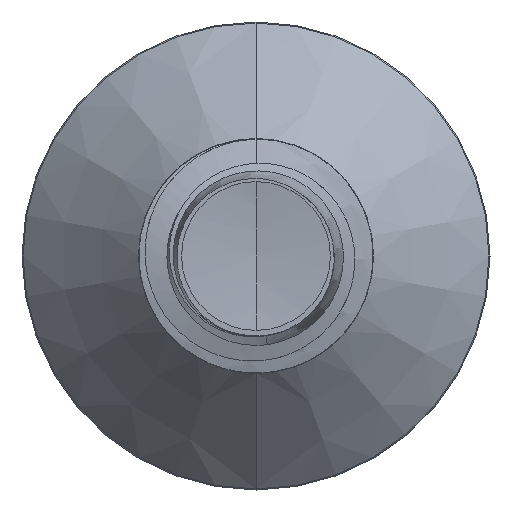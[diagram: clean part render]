
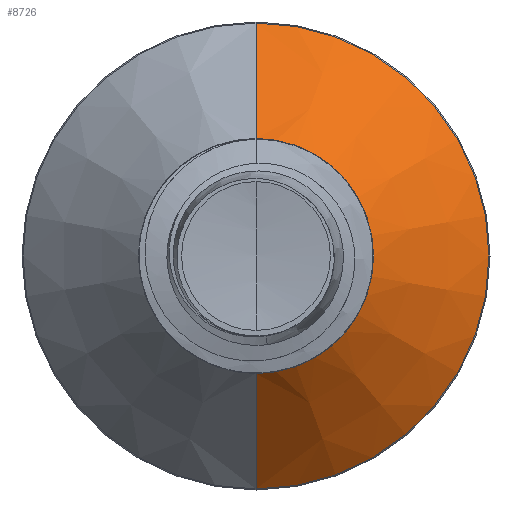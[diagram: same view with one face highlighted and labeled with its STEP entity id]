
A CAD part, front view. The second image highlights one B-rep face of the part: STEP entity #8726.
In plain terms, the highlighted conical face has half-angle 45 degrees and reference radius 1.256 mm.
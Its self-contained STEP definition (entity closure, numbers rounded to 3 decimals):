
#372 = DIRECTION ( 'NONE',  ( 0., 1., 0. ) ) ;
#1006 = DIRECTION ( 'NONE',  ( 0., 0.707, -0.707 ) ) ;
#4375 = LINE ( 'NONE', #8340, #17557 ) ;
#4549 = EDGE_CURVE ( 'NONE', #15473, #7497, #4375, .T. ) ;
#5384 = VECTOR ( 'NONE', #14708, 1000. ) ;
#5538 = CARTESIAN_POINT ( 'NONE',  ( 0., 8.439, 0. ) ) ;
#5737 = ORIENTED_EDGE ( 'NONE', *, *, #12684, .T. ) ;
#6502 = EDGE_LOOP ( 'NONE', ( #5737, #17633, #21979, #11702 ) ) ;
#7286 = DIRECTION ( 'NONE',  ( 0., 0., 1. ) ) ;
#7497 = VERTEX_POINT ( 'NONE', #11718 ) ;
#8340 = CARTESIAN_POINT ( 'NONE',  ( 0., 7.206, -1.256 ) ) ;
#8723 = DIRECTION ( 'NONE',  ( 0., 1., 0. ) ) ;
#8726 = ADVANCED_FACE ( 'NONE', ( #16715 ), #16206, .T. ) ;
#9520 = CARTESIAN_POINT ( 'NONE',  ( 0., 7.206, 1.256 ) ) ;
#9783 = AXIS2_PLACEMENT_3D ( 'NONE', #18879, #8723, #20563 ) ;
#10568 = LINE ( 'NONE', #18318, #5384 ) ;
#11296 = VERTEX_POINT ( 'NONE', #13523 ) ;
#11555 = EDGE_CURVE ( 'NONE', #11296, #7497, #18542, .T. ) ;
#11702 = ORIENTED_EDGE ( 'NONE', *, *, #18092, .F. ) ;
#11718 = CARTESIAN_POINT ( 'NONE',  ( 0., 8.439, -2.489 ) ) ;
#12684 = EDGE_CURVE ( 'NONE', #22639, #15473, #13790, .T. ) ;
#13523 = CARTESIAN_POINT ( 'NONE',  ( 0., 8.439, 2.489 ) ) ;
#13790 = CIRCLE ( 'NONE', #9783, 1.256 ) ;
#14184 = AXIS2_PLACEMENT_3D ( 'NONE', #17938, #372, #19604 ) ;
#14708 = DIRECTION ( 'NONE',  ( 0., 0.707, 0.707 ) ) ;
#15473 = VERTEX_POINT ( 'NONE', #18265 ) ;
#16206 = CONICAL_SURFACE ( 'NONE', #14184, 1.256, 0.785 ) ;
#16715 = FACE_OUTER_BOUND ( 'NONE', #6502, .T. ) ;
#17506 = DIRECTION ( 'NONE',  ( 0., 1., 0. ) ) ;
#17557 = VECTOR ( 'NONE', #1006, 1000. ) ;
#17633 = ORIENTED_EDGE ( 'NONE', *, *, #4549, .T. ) ;
#17938 = CARTESIAN_POINT ( 'NONE',  ( 0., 7.206, 0. ) ) ;
#18092 = EDGE_CURVE ( 'NONE', #22639, #11296, #10568, .T. ) ;
#18265 = CARTESIAN_POINT ( 'NONE',  ( 0., 7.206, -1.256 ) ) ;
#18318 = CARTESIAN_POINT ( 'NONE',  ( 0., 7.206, 1.256 ) ) ;
#18542 = CIRCLE ( 'NONE', #21981, 2.489 ) ;
#18879 = CARTESIAN_POINT ( 'NONE',  ( 0., 7.206, 0. ) ) ;
#19604 = DIRECTION ( 'NONE',  ( 0., 0., 1. ) ) ;
#20563 = DIRECTION ( 'NONE',  ( 0., 0., 1. ) ) ;
#21979 = ORIENTED_EDGE ( 'NONE', *, *, #11555, .F. ) ;
#21981 = AXIS2_PLACEMENT_3D ( 'NONE', #5538, #17506, #7286 ) ;
#22639 = VERTEX_POINT ( 'NONE', #9520 ) ;
